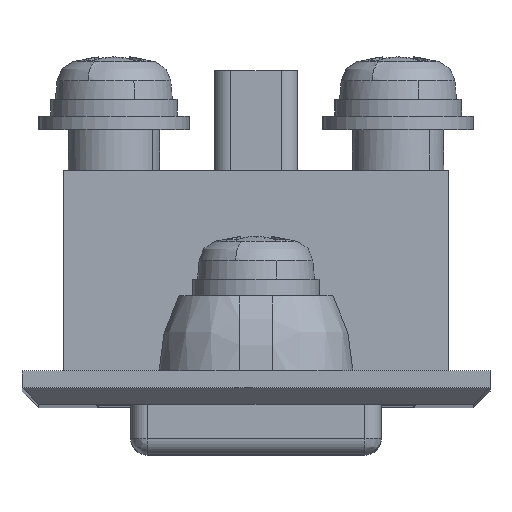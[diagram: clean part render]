
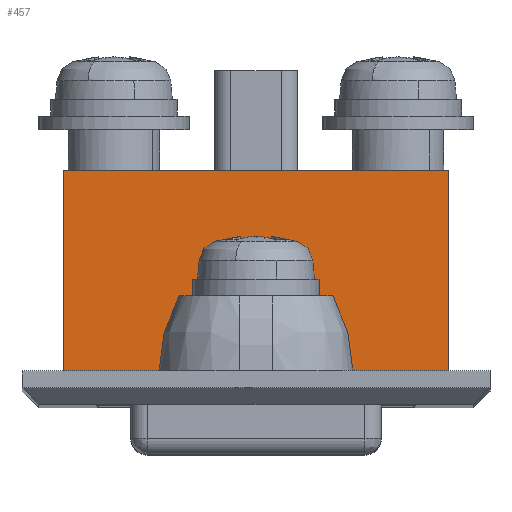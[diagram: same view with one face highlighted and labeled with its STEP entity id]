
A CAD part, top view. The second image highlights one B-rep face of the part: STEP entity #457.
In plain terms, the highlighted planar face has unit normal (0, 0, 1).
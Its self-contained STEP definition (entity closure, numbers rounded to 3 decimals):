
#457=ADVANCED_FACE('',(#1931),#1930,.T.);
#1930=PLANE('',#4139);
#1931=FACE_OUTER_BOUND('',#4140,.T.);
#4136=CARTESIAN_POINT('',(-13.2,-13.8,25.));
#4137=DIRECTION('',(0.,0.,1.));
#4138=DIRECTION('',(1.,0.,0.));
#4139=AXIS2_PLACEMENT_3D('',#4136,#4137,#4138);
#4140=EDGE_LOOP('',(#5626,#5627,#5628,#5629));
#5626=ORIENTED_EDGE('',*,*,#6821,.F.);
#5627=ORIENTED_EDGE('',*,*,#6822,.F.);
#5628=ORIENTED_EDGE('',*,*,#6823,.T.);
#5629=ORIENTED_EDGE('',*,*,#6824,.T.);
#6821=EDGE_CURVE('',#10021,#10022,#10023,.T.);
#6822=EDGE_CURVE('',#10029,#10021,#10030,.T.);
#6823=EDGE_CURVE('',#10029,#10036,#10037,.T.);
#6824=EDGE_CURVE('',#10036,#10022,#10043,.T.);
#10021=VERTEX_POINT('',#13823);
#10022=VERTEX_POINT('',#13824);
#10023=LINE('',#13825,#13826);
#10029=VERTEX_POINT('',#13828);
#10030=LINE('',#13829,#13830);
#10036=VERTEX_POINT('',#13832);
#10037=LINE('',#13833,#13834);
#10043=LINE('',#13836,#13837);
#13823=CARTESIAN_POINT('',(0.,-11.5,25.));
#13824=CARTESIAN_POINT('',(-12.,-11.5,25.));
#13825=CARTESIAN_POINT('',(0.,-11.5,25.));
#13826=VECTOR('',#13827,12.);
#13827=DIRECTION('',(-1.,0.,0.));
#13828=CARTESIAN_POINT('',(0.,11.5,25.));
#13829=CARTESIAN_POINT('',(0.,11.5,25.));
#13830=VECTOR('',#13831,23.);
#13831=DIRECTION('',(0.,-1.,0.));
#13832=CARTESIAN_POINT('',(-12.,11.5,25.));
#13833=CARTESIAN_POINT('',(0.,11.5,25.));
#13834=VECTOR('',#13835,12.);
#13835=DIRECTION('',(-1.,0.,0.));
#13836=CARTESIAN_POINT('',(-12.,11.5,25.));
#13837=VECTOR('',#13838,23.);
#13838=DIRECTION('',(0.,-1.,0.));
